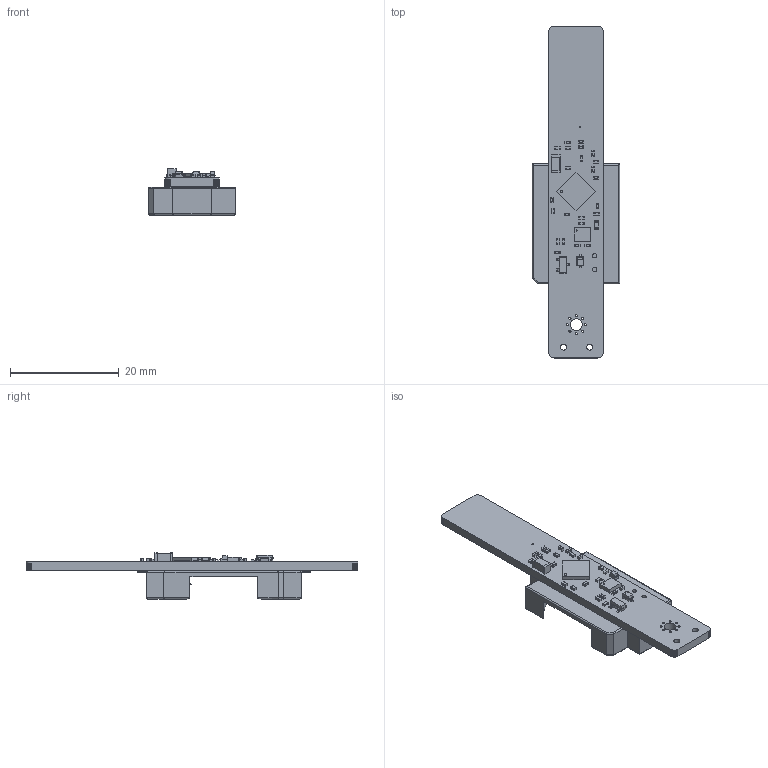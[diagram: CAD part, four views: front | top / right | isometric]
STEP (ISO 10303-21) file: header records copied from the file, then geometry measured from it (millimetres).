
FILE_DESCRIPTION(('KiCad electronic assembly'),'2;1');
FILE_NAME('spellcaster-pcb.step','2023-09-17T10:50:25',('Pcbnew'),( 'Kicad'),'Open CASCADE STEP processor 7.6','KiCad to STEP converter' ,'Unknown');
FILE_SCHEMA(('AUTOMOTIVE_DESIGN { 1 0 10303 214 1 1 1 1 }'));
Length unit declared in the file: millimetre
Products named in the file (22): spellcaster-pcb 1; C_0402_1005Metric; SOLID; R_0402_1005Metric; LGA-14_3x2.5mm_P0.5mm_LayoutBorder3x4y; L_0402_1005Metric; SOT-23; QFN-40-1EP_5x5mm_P0.4mm_EP3.6x3.6mm; LED_0603_1608Metric; D_SOD-323; L_1206_3216Metric; BatteryHolder_Keystone_1060_1x2032; PCB
Assembly tree (41 placements, depth 3):
  spellcaster-pcb 1
    C_0402_1005Metric  x16
      SOLID
    R_0402_1005Metric  x4
      SOLID
    LGA-14_3x2.5mm_P0.5mm_LayoutBorder3x4y
      SOLID
    L_0402_1005Metric  x3
      SOLID
    SOT-23
      SOLID
    QFN-40-1EP_5x5mm_P0.4mm_EP3.6x3.6mm
      SOLID
    LED_0603_1608Metric
      SOLID
    D_SOD-323
      SOLID
    L_1206_3216Metric
      SOLID
    BatteryHolder_Keystone_1060_1x2032
      SOLID
    PCB
Bounding box: 16 x 61 x 8.46 mm (x, y, z)
Volume: 1843.2 mm3; surface area: 3048.9 mm2
Topology: 31 solids, 31 shells, 1335 faces, 3503 edges, 2293 vertices
Faces by surface type: plane 889, cylinder 390, bspline 53, torus 3
Full cylindrical faces by diameter (mm): 0.2 x1, 0.3 x1, 0.4 x8, 0.5 x1, 0.8 x2, 1.1 x2, 2.2 x1
Entity records: 58706 total; most frequent: CARTESIAN_POINT 11725, DIRECTION 7645, LINE 5418, VECTOR 5418, ORIENTED_EDGE 4150, PCURVE 4150, DEFINITIONAL_REPRESENTATION 4150, EDGE_CURVE 2075
